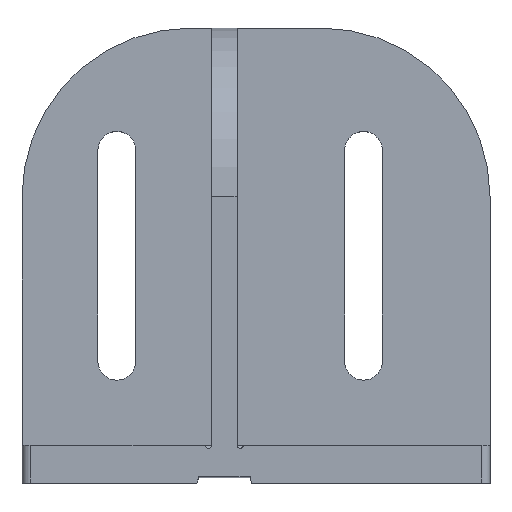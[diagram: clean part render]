
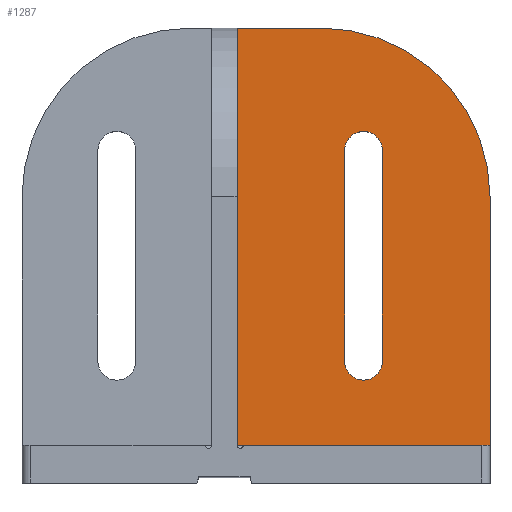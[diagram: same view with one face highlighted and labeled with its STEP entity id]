
A CAD part, top view. The second image highlights one B-rep face of the part: STEP entity #1287.
In plain terms, the highlighted planar face has unit normal (0, 0, 1).
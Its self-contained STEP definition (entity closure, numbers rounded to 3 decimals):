
#27=FACE_BOUND('',#158,.T.);
#43=PLANE('',#1393);
#87=FACE_OUTER_BOUND('',#157,.T.);
#157=EDGE_LOOP('',(#925,#926,#927,#928,#929));
#158=EDGE_LOOP('',(#930,#931,#932,#933));
#248=LINE('',#1952,#384);
#257=LINE('',#1977,#393);
#258=LINE('',#1980,#394);
#259=LINE('',#1981,#395);
#260=LINE('',#1986,#396);
#261=LINE('',#1989,#397);
#384=VECTOR('',#1562,1000.);
#393=VECTOR('',#1581,1000.);
#394=VECTOR('',#1584,1000.);
#395=VECTOR('',#1585,1000.);
#396=VECTOR('',#1588,1000.);
#397=VECTOR('',#1591,1000.);
#517=CIRCLE('',#1394,40.);
#518=CIRCLE('',#1395,4.5);
#519=CIRCLE('',#1396,4.5);
#575=VERTEX_POINT('',#1943);
#579=VERTEX_POINT('',#1950);
#589=VERTEX_POINT('',#1975);
#590=VERTEX_POINT('',#1976);
#591=VERTEX_POINT('',#1978);
#592=VERTEX_POINT('',#1982);
#593=VERTEX_POINT('',#1983);
#594=VERTEX_POINT('',#1985);
#595=VERTEX_POINT('',#1987);
#713=EDGE_CURVE('',#575,#579,#248,.T.);
#725=EDGE_CURVE('',#589,#590,#257,.T.);
#726=EDGE_CURVE('',#589,#591,#517,.T.);
#727=EDGE_CURVE('',#575,#591,#258,.T.);
#728=EDGE_CURVE('',#579,#590,#259,.T.);
#729=EDGE_CURVE('',#592,#593,#518,.T.);
#730=EDGE_CURVE('',#594,#593,#260,.T.);
#731=EDGE_CURVE('',#595,#594,#519,.T.);
#732=EDGE_CURVE('',#592,#595,#261,.T.);
#925=ORIENTED_EDGE('',*,*,#725,.F.);
#926=ORIENTED_EDGE('',*,*,#726,.T.);
#927=ORIENTED_EDGE('',*,*,#727,.F.);
#928=ORIENTED_EDGE('',*,*,#713,.T.);
#929=ORIENTED_EDGE('',*,*,#728,.T.);
#930=ORIENTED_EDGE('',*,*,#729,.T.);
#931=ORIENTED_EDGE('',*,*,#730,.F.);
#932=ORIENTED_EDGE('',*,*,#731,.F.);
#933=ORIENTED_EDGE('',*,*,#732,.F.);
#1287=ADVANCED_FACE('',(#87,#27),#43,.F.);
#1393=AXIS2_PLACEMENT_3D('',#1974,#1579,#1580);
#1394=AXIS2_PLACEMENT_3D('',#1979,#1582,#1583);
#1395=AXIS2_PLACEMENT_3D('',#1984,#1586,#1587);
#1396=AXIS2_PLACEMENT_3D('',#1988,#1589,#1590);
#1562=DIRECTION('',(0.,-1.,0.));
#1579=DIRECTION('center_axis',(0.,0.,-1.));
#1580=DIRECTION('ref_axis',(-1.,0.,0.));
#1581=DIRECTION('',(0.,-1.,0.));
#1582=DIRECTION('center_axis',(0.,0.,1.));
#1583=DIRECTION('ref_axis',(-1.,0.,0.));
#1584=DIRECTION('',(1.,0.,0.));
#1585=DIRECTION('',(1.,0.,0.));
#1586=DIRECTION('center_axis',(0.,0.,-1.));
#1587=DIRECTION('ref_axis',(1.,0.,0.));
#1588=DIRECTION('',(0.,1.,0.));
#1589=DIRECTION('center_axis',(0.,0.,1.));
#1590=DIRECTION('ref_axis',(1.,0.,0.));
#1591=DIRECTION('',(0.,-1.,0.));
#1943=CARTESIAN_POINT('',(51.,108.,-45.));
#1950=CARTESIAN_POINT('',(51.,9.,-45.));
#1952=CARTESIAN_POINT('',(51.,108.,-45.));
#1974=CARTESIAN_POINT('Origin',(-66.741,108.,-45.));
#1975=CARTESIAN_POINT('',(111.,68.,-45.));
#1976=CARTESIAN_POINT('',(111.,9.,-45.));
#1977=CARTESIAN_POINT('',(111.,108.,-45.));
#1978=CARTESIAN_POINT('',(71.,108.,-45.));
#1979=CARTESIAN_POINT('Origin',(71.,68.,-45.));
#1980=CARTESIAN_POINT('',(-66.741,108.,-45.));
#1981=CARTESIAN_POINT('',(-66.741,9.,-45.));
#1982=CARTESIAN_POINT('',(76.5,79.,-45.));
#1983=CARTESIAN_POINT('',(85.5,79.,-45.));
#1984=CARTESIAN_POINT('Origin',(81.,79.,-45.));
#1985=CARTESIAN_POINT('',(85.5,29.,-45.));
#1986=CARTESIAN_POINT('',(85.5,-31.684,-45.));
#1987=CARTESIAN_POINT('',(76.5,29.,-45.));
#1988=CARTESIAN_POINT('Origin',(81.,29.,-45.));
#1989=CARTESIAN_POINT('',(76.5,-31.684,-45.));
